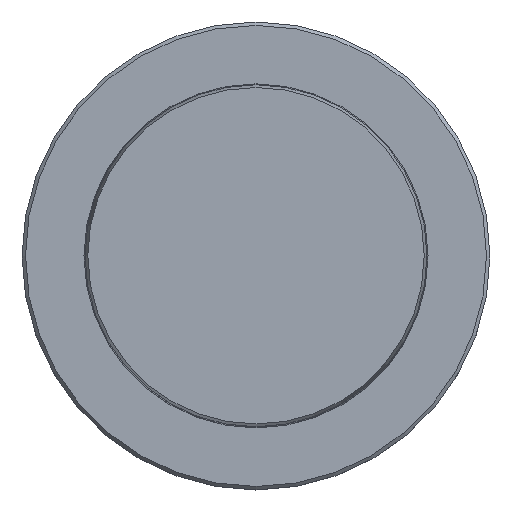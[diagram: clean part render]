
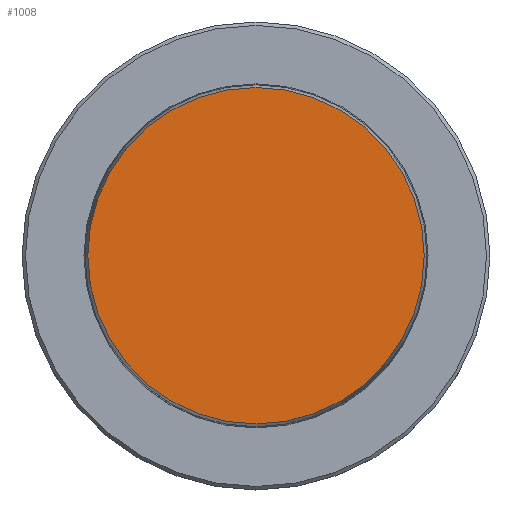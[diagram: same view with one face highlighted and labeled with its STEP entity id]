
A CAD part, top view. The second image highlights one B-rep face of the part: STEP entity #1008.
In plain terms, the highlighted planar face has unit normal (0, 0, 1).
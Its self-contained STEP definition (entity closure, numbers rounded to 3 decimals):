
#201=PLANE('',#5057);
#1008=ADVANCED_FACE('CU_VLE_SU_1',(#1337),#201,.T.);
#1337=FACE_OUTER_BOUND('',#1578,.T.);
#1578=EDGE_LOOP('',(#2312));
#2010=CIRCLE('',#5056,24.446);
#2312=ORIENTED_EDGE('',*,*,#4103,.T.);
#3614=VERTEX_POINT('',#7343);
#4103=EDGE_CURVE('',#3614,#3614,#2010,.T.);
#5056=AXIS2_PLACEMENT_3D('',#7342,#5690,#5691);
#5057=AXIS2_PLACEMENT_3D('',#7344,#5692,#5693);
#5690=DIRECTION('',(0.,0.,1.));
#5691=DIRECTION('',(1.,0.,0.));
#5692=DIRECTION('',(0.,0.,1.));
#5693=DIRECTION('',(1.,0.,0.));
#7342=CARTESIAN_POINT('',(0.,0.,18.));
#7343=CARTESIAN_POINT('',(24.446,0.,18.));
#7344=CARTESIAN_POINT('',(0.,0.,18.));
